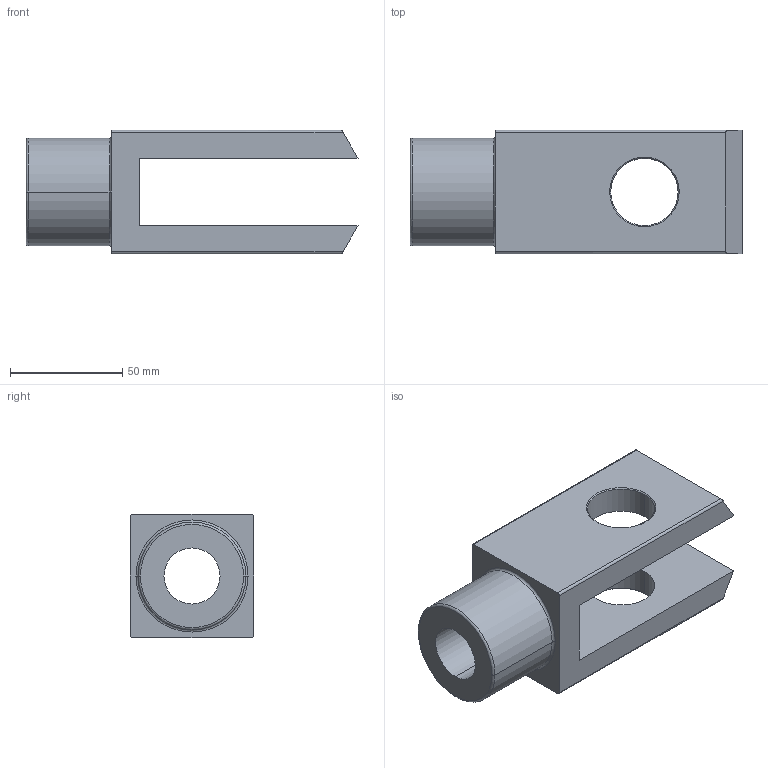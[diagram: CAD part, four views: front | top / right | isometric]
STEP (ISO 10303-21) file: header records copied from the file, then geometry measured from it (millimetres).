
FILE_DESCRIPTION (( 'STEP AP214' ), '1' );
FILE_NAME ('FS-125.STEP', '2005-09-07T08:03:32', ( 'luigip' ), ( '' ), 'SwSTEP 2.0', 'SolidWorks 2005143', '' );
FILE_SCHEMA (( 'AUTOMOTIVE_DESIGN' ));
Length unit declared in the file: millimetre
Products named in the file (1): FS-125
Bounding box: 148 x 55 x 55 mm (x, y, z)
Volume: 193104.4 mm3; surface area: 42244.8 mm2
Topology: 1 solids, 1 shells, 31 faces, 76 edges, 48 vertices
Faces by surface type: cylinder 12, plane 11, cone 4, torus 4
Entity records: 953 total; most frequent: CARTESIAN_POINT 168, DIRECTION 168, ORIENTED_EDGE 152, EDGE_CURVE 76, AXIS2_PLACEMENT_3D 64, VERTEX_POINT 48, LINE 40, VECTOR 40
